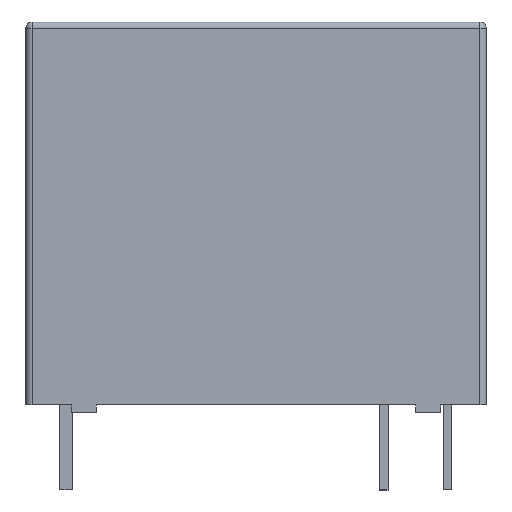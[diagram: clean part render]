
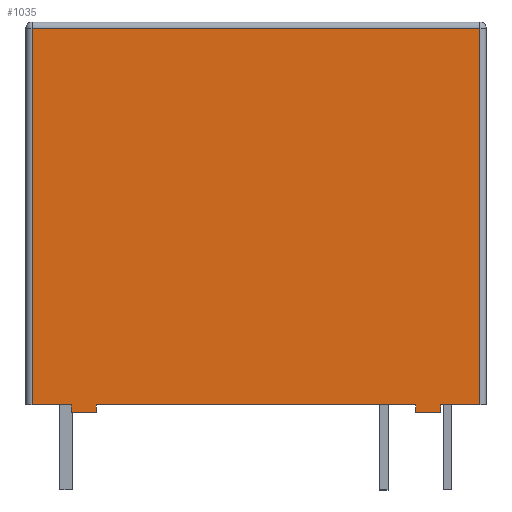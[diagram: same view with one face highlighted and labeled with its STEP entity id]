
A CAD part, left-side view. The second image highlights one B-rep face of the part: STEP entity #1035.
In plain terms, the highlighted planar face has unit normal (-1, 0, 0).
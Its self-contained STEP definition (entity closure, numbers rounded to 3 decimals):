
#95=FACE_OUTER_BOUND('',#157,.T.);
#157=EDGE_LOOP('',(#739,#740,#741,#742,#743,#744,#745,#746,#747,#748,#749,
#750));
#220=LINE('',#1502,#341);
#223=LINE('',#1508,#344);
#226=LINE('',#1514,#347);
#233=LINE('',#1536,#354);
#235=LINE('',#1550,#356);
#236=LINE('',#1552,#357);
#237=LINE('',#1554,#358);
#238=LINE('',#1556,#359);
#239=LINE('',#1558,#360);
#240=LINE('',#1560,#361);
#241=LINE('',#1561,#362);
#242=LINE('',#1562,#363);
#341=VECTOR('',#1209,1000.);
#344=VECTOR('',#1214,1000.);
#347=VECTOR('',#1219,1000.);
#354=VECTOR('',#1240,1000.);
#356=VECTOR('',#1260,10.);
#357=VECTOR('',#1261,1000.);
#358=VECTOR('',#1262,1000.);
#359=VECTOR('',#1263,1000.);
#360=VECTOR('',#1264,10.);
#361=VECTOR('',#1265,1000.);
#362=VECTOR('',#1266,1000.);
#363=VECTOR('',#1267,10.);
#457=VERTEX_POINT('',#1496);
#459=VERTEX_POINT('',#1500);
#461=VERTEX_POINT('',#1505);
#463=VERTEX_POINT('',#1511);
#470=VERTEX_POINT('',#1533);
#471=VERTEX_POINT('',#1535);
#474=VERTEX_POINT('',#1549);
#475=VERTEX_POINT('',#1551);
#476=VERTEX_POINT('',#1553);
#477=VERTEX_POINT('',#1555);
#478=VERTEX_POINT('',#1557);
#479=VERTEX_POINT('',#1559);
#555=EDGE_CURVE('',#459,#457,#220,.T.);
#558=EDGE_CURVE('',#457,#461,#223,.T.);
#561=EDGE_CURVE('',#461,#463,#226,.T.);
#571=EDGE_CURVE('',#471,#470,#233,.T.);
#578=EDGE_CURVE('',#474,#459,#235,.T.);
#579=EDGE_CURVE('',#475,#474,#236,.T.);
#580=EDGE_CURVE('',#476,#475,#237,.T.);
#581=EDGE_CURVE('',#477,#476,#238,.T.);
#582=EDGE_CURVE('',#478,#477,#239,.T.);
#583=EDGE_CURVE('',#478,#479,#240,.T.);
#584=EDGE_CURVE('',#479,#471,#241,.T.);
#585=EDGE_CURVE('',#463,#470,#242,.T.);
#739=ORIENTED_EDGE('',*,*,#578,.F.);
#740=ORIENTED_EDGE('',*,*,#579,.F.);
#741=ORIENTED_EDGE('',*,*,#580,.F.);
#742=ORIENTED_EDGE('',*,*,#581,.F.);
#743=ORIENTED_EDGE('',*,*,#582,.F.);
#744=ORIENTED_EDGE('',*,*,#583,.T.);
#745=ORIENTED_EDGE('',*,*,#584,.T.);
#746=ORIENTED_EDGE('',*,*,#571,.T.);
#747=ORIENTED_EDGE('',*,*,#585,.F.);
#748=ORIENTED_EDGE('',*,*,#561,.F.);
#749=ORIENTED_EDGE('',*,*,#558,.F.);
#750=ORIENTED_EDGE('',*,*,#555,.F.);
#982=PLANE('',#1123);
#1035=ADVANCED_FACE('',(#95),#982,.T.);
#1123=AXIS2_PLACEMENT_3D('',#1548,#1258,#1259);
#1209=DIRECTION('',(0.,0.,-1.));
#1214=DIRECTION('',(0.,1.,0.));
#1219=DIRECTION('',(0.,0.,1.));
#1240=DIRECTION('',(0.,0.,-1.));
#1258=DIRECTION('center_axis',(-1.,0.,0.));
#1259=DIRECTION('ref_axis',(0.,-1.,0.));
#1260=DIRECTION('',(0.,1.,0.));
#1261=DIRECTION('',(0.,0.,1.));
#1262=DIRECTION('',(0.,1.,0.));
#1263=DIRECTION('',(0.,0.,-1.));
#1264=DIRECTION('',(0.,1.,0.));
#1265=DIRECTION('',(0.,0.,1.));
#1266=DIRECTION('',(0.,1.,0.));
#1267=DIRECTION('',(0.,1.,0.));
#1496=CARTESIAN_POINT('',(-2.75,15.778,3.1));
#1500=CARTESIAN_POINT('',(-2.75,15.778,3.4));
#1502=CARTESIAN_POINT('',(-2.75,15.778,3.1));
#1505=CARTESIAN_POINT('',(-2.75,16.778,3.1));
#1508=CARTESIAN_POINT('',(-2.75,16.778,3.1));
#1511=CARTESIAN_POINT('',(-2.75,16.778,3.4));
#1514=CARTESIAN_POINT('',(-2.75,16.778,3.4));
#1533=CARTESIAN_POINT('',(-2.75,18.346,3.4));
#1535=CARTESIAN_POINT('',(-2.75,18.346,18.45));
#1536=CARTESIAN_POINT('',(-2.75,18.346,3.4));
#1548=CARTESIAN_POINT('Origin',(-2.75,10.446,11.05));
#1549=CARTESIAN_POINT('',(-2.75,3.014,3.4));
#1550=CARTESIAN_POINT('',(-2.75,8.346,3.4));
#1551=CARTESIAN_POINT('',(-2.75,3.014,3.1));
#1552=CARTESIAN_POINT('',(-2.75,3.014,3.1));
#1553=CARTESIAN_POINT('',(-2.75,2.014,3.1));
#1554=CARTESIAN_POINT('',(-2.75,2.014,3.1));
#1555=CARTESIAN_POINT('',(-2.75,2.014,3.4));
#1556=CARTESIAN_POINT('',(-2.75,2.014,3.4));
#1557=CARTESIAN_POINT('',(-2.75,0.446,3.4));
#1558=CARTESIAN_POINT('',(-2.75,10.446,3.4));
#1559=CARTESIAN_POINT('',(-2.75,0.446,18.45));
#1560=CARTESIAN_POINT('',(-2.75,0.446,18.7));
#1561=CARTESIAN_POINT('',(-2.75,18.596,18.45));
#1562=CARTESIAN_POINT('',(-2.75,8.346,3.4));
